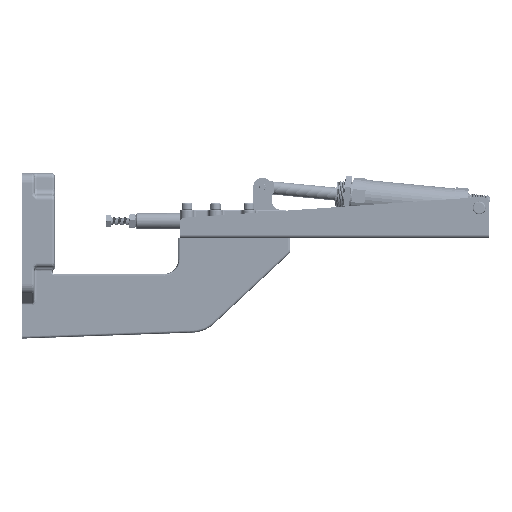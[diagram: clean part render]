
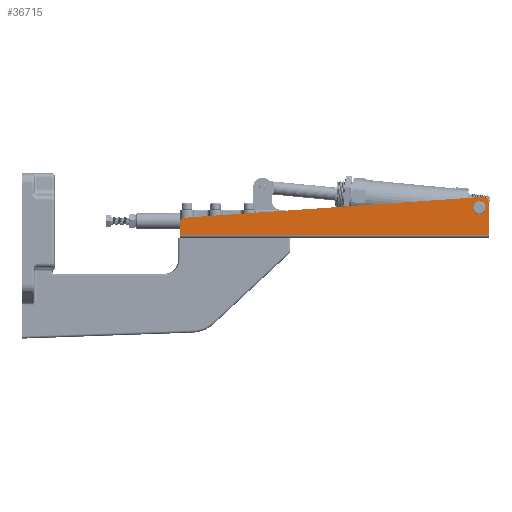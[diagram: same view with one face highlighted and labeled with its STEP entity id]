
A CAD part, top view. The second image highlights one B-rep face of the part: STEP entity #36715.
In plain terms, the highlighted planar face has unit normal (0, 0, 1).
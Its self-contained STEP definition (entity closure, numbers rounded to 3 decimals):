
#36469 = EDGE_CURVE ( 'NONE', #36477, #36478, #95259, .T. ) ;
#36477 = VERTEX_POINT ( 'NONE', #95308 ) ;
#36478 = VERTEX_POINT ( 'NONE', #95307 ) ;
#36707 = VERTEX_POINT ( 'NONE', #95665 ) ;
#36709 = ORIENTED_EDGE ( 'NONE', *, *, #36711, .T. ) ;
#36711 = EDGE_CURVE ( 'NONE', #36719, #36713, #95660, .T. ) ;
#36713 = VERTEX_POINT ( 'NONE', #95651 ) ;
#36715 = ADVANCED_FACE ( 'NONE', ( #95650, #95649 ), #95648, .F. ) ;
#36717 = EDGE_CURVE ( 'NONE', #36824, #36719, #95647, .T. ) ;
#36719 = VERTEX_POINT ( 'NONE', #95638 ) ;
#36722 = EDGE_LOOP ( 'NONE', ( #36736, #36737, #36739, #36827, #36709, #36730 ) ) ;
#36730 = ORIENTED_EDGE ( 'NONE', *, *, #36731, .T. ) ;
#36731 = EDGE_CURVE ( 'NONE', #36713, #36743, #95692, .T. ) ;
#36732 = EDGE_LOOP ( 'NONE', ( #36744, #36828 ) ) ;
#36734 = VERTEX_POINT ( 'NONE', #95683 ) ;
#36735 = EDGE_CURVE ( 'NONE', #36743, #36734, #95682, .T. ) ;
#36736 = ORIENTED_EDGE ( 'NONE', *, *, #36735, .T. ) ;
#36737 = ORIENTED_EDGE ( 'NONE', *, *, #36738, .T. ) ;
#36738 = EDGE_CURVE ( 'NONE', #36734, #36707, #95678, .T. ) ;
#36739 = ORIENTED_EDGE ( 'NONE', *, *, #36826, .T. ) ;
#36743 = VERTEX_POINT ( 'NONE', #95674 ) ;
#36744 = ORIENTED_EDGE ( 'NONE', *, *, #36469, .F. ) ;
#36824 = VERTEX_POINT ( 'NONE', #95755 ) ;
#36826 = EDGE_CURVE ( 'NONE', #36707, #36824, #95754, .T. ) ;
#36827 = ORIENTED_EDGE ( 'NONE', *, *, #36717, .T. ) ;
#36828 = ORIENTED_EDGE ( 'NONE', *, *, #36829, .F. ) ;
#36829 = EDGE_CURVE ( 'NONE', #36478, #36477, #95808, .T. ) ;
#95255 = DIRECTION ( 'NONE',  ( 1., 0., 0. ) ) ;
#95256 = DIRECTION ( 'NONE',  ( 0., 0., 1. ) ) ;
#95257 = CARTESIAN_POINT ( 'NONE',  ( 368., 37.2, 76. ) ) ;
#95258 = AXIS2_PLACEMENT_3D ( 'NONE', #95257, #95256, #95255 ) ;
#95259 = CIRCLE ( 'NONE', #95258, 5.1 ) ;
#95307 = CARTESIAN_POINT ( 'NONE',  ( 373.1, 37.2, 76. ) ) ;
#95308 = CARTESIAN_POINT ( 'NONE',  ( 362.9, 37.2, 76. ) ) ;
#95638 = CARTESIAN_POINT ( 'NONE',  ( 371.443, 50.662, 76. ) ) ;
#95639 = DIRECTION ( 'NONE',  ( 1., 0., 0. ) ) ;
#95640 = DIRECTION ( 'NONE',  ( 0., 0., 1. ) ) ;
#95641 = CARTESIAN_POINT ( 'NONE',  ( 372., 42.682, 76. ) ) ;
#95642 = AXIS2_PLACEMENT_3D ( 'NONE', #95641, #95640, #95639 ) ;
#95643 = DIRECTION ( 'NONE',  ( -1., 0., 0. ) ) ;
#95644 = DIRECTION ( 'NONE',  ( 0., 0., -1. ) ) ;
#95645 = CARTESIAN_POINT ( 'NONE',  ( 5., 20.057, 76. ) ) ;
#95646 = AXIS2_PLACEMENT_3D ( 'NONE', #95645, #95644, #95643 ) ;
#95647 = CIRCLE ( 'NONE', #95642, 8. ) ;
#95648 = PLANE ( 'NONE',  #95646 ) ;
#95649 = FACE_BOUND ( 'NONE', #36732, .T. ) ;
#95650 = FACE_OUTER_BOUND ( 'NONE', #36722, .T. ) ;
#95651 = CARTESIAN_POINT ( 'NONE',  ( 4.652, 25.045, 76. ) ) ;
#95652 = DIRECTION ( 'NONE',  ( -0.998, -0.07, 0. ) ) ;
#95653 = VECTOR ( 'NONE', #95652, 1000. ) ;
#95654 = CARTESIAN_POINT ( 'NONE',  ( 4.652, 25.045, 76. ) ) ;
#95660 = LINE ( 'NONE', #95654, #95653 ) ;
#95665 = CARTESIAN_POINT ( 'NONE',  ( 380., 4.5, 76. ) ) ;
#95674 = CARTESIAN_POINT ( 'NONE',  ( 0., 20.057, 76. ) ) ;
#95675 = DIRECTION ( 'NONE',  ( 1., 0., 0. ) ) ;
#95676 = VECTOR ( 'NONE', #95675, 1000. ) ;
#95677 = CARTESIAN_POINT ( 'NONE',  ( 5., 4.5, 76. ) ) ;
#95678 = LINE ( 'NONE', #95677, #95676 ) ;
#95679 = DIRECTION ( 'NONE',  ( 0., -1., 0. ) ) ;
#95680 = VECTOR ( 'NONE', #95679, 1000. ) ;
#95681 = CARTESIAN_POINT ( 'NONE',  ( 0., 0., 76. ) ) ;
#95682 = LINE ( 'NONE', #95681, #95680 ) ;
#95683 = CARTESIAN_POINT ( 'NONE',  ( 0., 4.5, 76. ) ) ;
#95688 = DIRECTION ( 'NONE',  ( -1., 0., 0. ) ) ;
#95689 = DIRECTION ( 'NONE',  ( 0., 0., 1. ) ) ;
#95690 = CARTESIAN_POINT ( 'NONE',  ( 5., 20.057, 76. ) ) ;
#95691 = AXIS2_PLACEMENT_3D ( 'NONE', #95690, #95689, #95688 ) ;
#95692 = CIRCLE ( 'NONE', #95691, 5. ) ;
#95754 = LINE ( 'NONE', #95811, #95810 ) ;
#95755 = CARTESIAN_POINT ( 'NONE',  ( 380., 42.682, 76. ) ) ;
#95804 = DIRECTION ( 'NONE',  ( 1., 0., 0. ) ) ;
#95805 = DIRECTION ( 'NONE',  ( 0., 0., 1. ) ) ;
#95806 = CARTESIAN_POINT ( 'NONE',  ( 368., 37.2, 76. ) ) ;
#95807 = AXIS2_PLACEMENT_3D ( 'NONE', #95806, #95805, #95804 ) ;
#95808 = CIRCLE ( 'NONE', #95807, 5.1 ) ;
#95809 = DIRECTION ( 'NONE',  ( 0., 1., 0. ) ) ;
#95810 = VECTOR ( 'NONE', #95809, 1000. ) ;
#95811 = CARTESIAN_POINT ( 'NONE',  ( 380., 0., 76. ) ) ;
